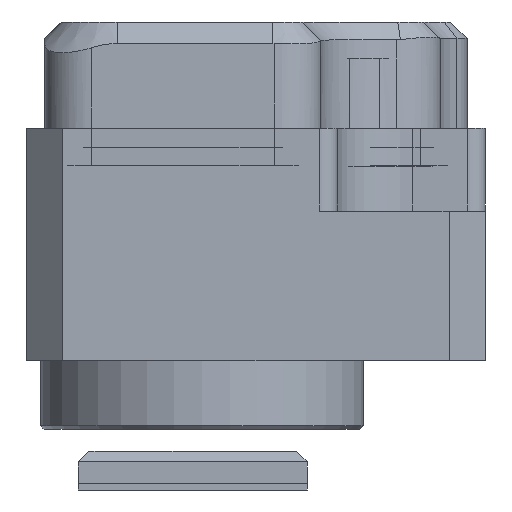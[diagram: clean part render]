
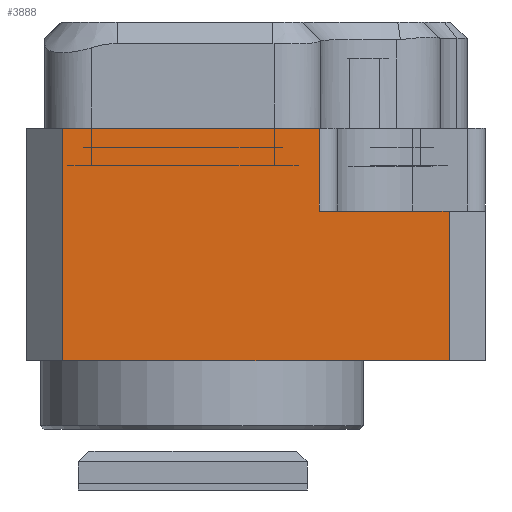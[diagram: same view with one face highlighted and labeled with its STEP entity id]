
A CAD part, front view. The second image highlights one B-rep face of the part: STEP entity #3888.
In plain terms, the highlighted planar face has unit normal (0, -1, 0).
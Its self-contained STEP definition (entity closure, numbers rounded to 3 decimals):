
#3888=ADVANCED_FACE('',(#7166),#5494,.T.);
#5494=PLANE('',#37424);
#7166=FACE_OUTER_BOUND('',#9193,.T.);
#9193=EDGE_LOOP('',(#17578,#17579,#17580,#17581,#17582,#17583));
#17578=ORIENTED_EDGE('',*,*,#27932,.T.);
#17579=ORIENTED_EDGE('',*,*,#27933,.T.);
#17580=ORIENTED_EDGE('',*,*,#27934,.F.);
#17581=ORIENTED_EDGE('',*,*,#27935,.T.);
#17582=ORIENTED_EDGE('',*,*,#27876,.T.);
#17583=ORIENTED_EDGE('',*,*,#27936,.T.);
#23274=VERTEX_POINT('',#57655);
#23275=VERTEX_POINT('',#57657);
#23320=VERTEX_POINT('',#57777);
#23321=VERTEX_POINT('',#57778);
#23322=VERTEX_POINT('',#57780);
#23323=VERTEX_POINT('',#57782);
#27876=EDGE_CURVE('',#23275,#23274,#31836,.T.);
#27932=EDGE_CURVE('',#23320,#23321,#31872,.T.);
#27933=EDGE_CURVE('',#23321,#23322,#31873,.T.);
#27934=EDGE_CURVE('',#23323,#23322,#31874,.T.);
#27935=EDGE_CURVE('',#23323,#23275,#31875,.T.);
#27936=EDGE_CURVE('',#23274,#23320,#31876,.T.);
#31836=LINE('',#57656,#34951);
#31872=LINE('',#57776,#34987);
#31873=LINE('',#57779,#34988);
#31874=LINE('',#57781,#34989);
#31875=LINE('',#57783,#34990);
#31876=LINE('',#57784,#34991);
#34951=VECTOR('',#43888,1.);
#34987=VECTOR('',#43984,1.);
#34988=VECTOR('',#43985,1.);
#34989=VECTOR('',#43986,1.);
#34990=VECTOR('',#43987,1.);
#34991=VECTOR('',#43988,1.);
#37424=AXIS2_PLACEMENT_3D('',#57785,#43989,#43990);
#43888=DIRECTION('',(-1.,0.,0.));
#43984=DIRECTION('',(1.,0.,0.));
#43985=DIRECTION('',(0.,0.,1.));
#43986=DIRECTION('',(1.,0.,0.));
#43987=DIRECTION('',(0.,0.,1.));
#43988=DIRECTION('',(0.,0.,-1.));
#43989=DIRECTION('',(0.,-1.,0.));
#43990=DIRECTION('',(0.,0.,-1.));
#57655=CARTESIAN_POINT('',(-38.923,3.5,56.45));
#57656=CARTESIAN_POINT('',(-33.573,3.5,56.45));
#57657=CARTESIAN_POINT('',(-31.823,3.5,56.45));
#57776=CARTESIAN_POINT('',(-33.573,3.5,50.));
#57777=CARTESIAN_POINT('',(-38.923,3.5,50.));
#57778=CARTESIAN_POINT('',(-28.223,3.5,50.));
#57779=CARTESIAN_POINT('',(-28.223,3.5,50.));
#57780=CARTESIAN_POINT('',(-28.223,3.5,54.15));
#57781=CARTESIAN_POINT('',(-31.323,3.5,54.15));
#57782=CARTESIAN_POINT('',(-31.823,3.5,54.15));
#57783=CARTESIAN_POINT('',(-31.823,3.5,56.45));
#57784=CARTESIAN_POINT('',(-38.923,3.5,50.));
#57785=CARTESIAN_POINT('',(-33.573,3.5,50.));
